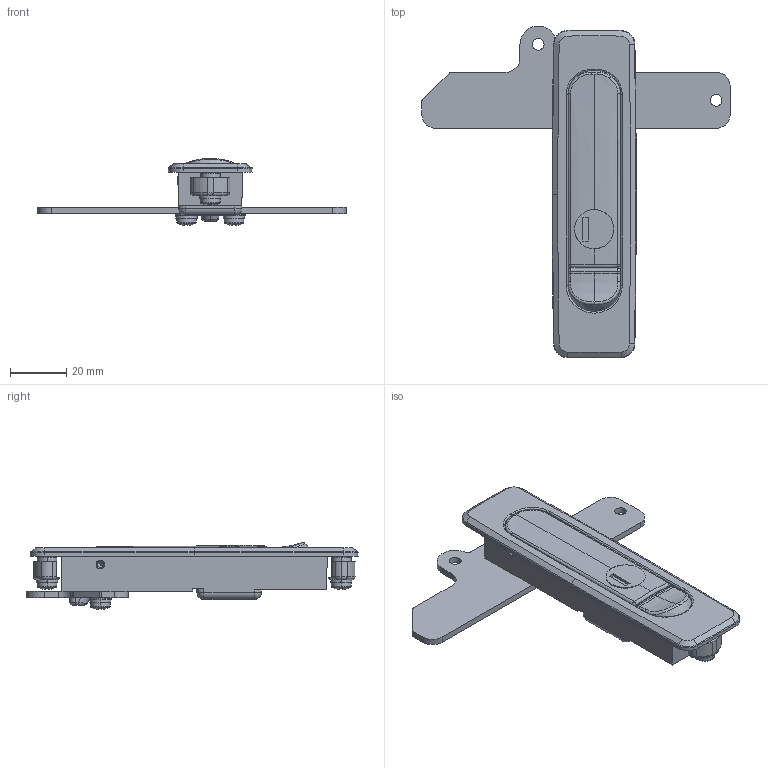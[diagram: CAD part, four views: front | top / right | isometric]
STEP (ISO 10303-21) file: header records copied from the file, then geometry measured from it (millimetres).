
FILE_DESCRIPTION (( 'STEP AP203' ), '1' );
FILE_NAME ('A-240-A-2-1-TAK60.STEP', '2016-03-23T01:05:07', ( '' ), ( '' ), 'SwSTEP 2.0', 'SolidWorks 2012', '' );
FILE_SCHEMA (( 'CONFIG_CONTROL_DESIGN' ));
Length unit declared in the file: millimetre
Products named in the file (12): A-240-A-2-1-TAK60; A-240-A-1 ローター_TAK60; A-240-A-2十字穴付なべねじ(SW付)M4_M4×8; A-240-A-2十字穴付なべねじ(平W.SW付)M4_M4×8; A-240-A-2僆儚儞儚僢僔儍乕; A-240-A-2儃僞儞僔儍僼僩; A-240-A-2AC-25-AB-2N_公開用; A-240-A-2ウラブタ; A-240-A-2ƒnƒ“ƒhƒ‹ƒVƒƒƒtƒg; A-240-A-2ボタン; A-240-A-2ハンドル; A-240-A-2本体_公開用
Assembly tree (14 placements, depth 2):
  A-240-A-2-1-TAK60
    A-240-A-2本体_公開用
    A-240-A-2ハンドル
    A-240-A-2ボタン
    A-240-A-2ƒnƒ“ƒhƒ‹ƒVƒƒƒtƒg
    A-240-A-2ウラブタ
    A-240-A-2AC-25-AB-2N_公開用
    A-240-A-2儃僞儞僔儍僼僩
    A-240-A-2僆儚儞儚僢僔儍乕  x2
    A-240-A-2十字穴付なべねじ(平W.SW付)M4_M4×8  x2
    A-240-A-2十字穴付なべねじ(SW付)M4_M4×8  x2
    A-240-A-1 ローター_TAK60
Bounding box: 110 x 118.48 x 23.91 mm (x, y, z)
Volume: 32067.6 mm3; surface area: 30223 mm2
Topology: 14 solids, 14 shells, 1112 faces, 2881 edges, 1814 vertices
Faces by surface type: plane 498, cylinder 301, bspline 182, torus 78, cone 27, sphere 26
Entity records: 38371 total; most frequent: CARTESIAN_POINT 13470, ORIENTED_EDGE 5148, DIRECTION 4538, EDGE_CURVE 2574, VERTEX_POINT 1638, AXIS2_PLACEMENT_3D 1538, VECTOR 1462, LINE 1462
